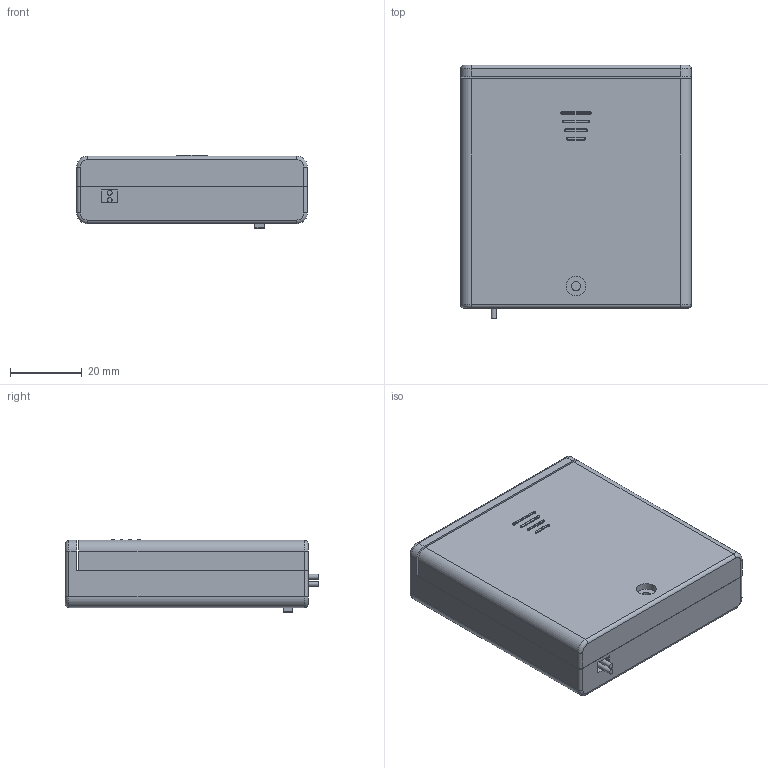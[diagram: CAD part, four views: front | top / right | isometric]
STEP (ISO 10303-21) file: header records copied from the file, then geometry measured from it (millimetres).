
FILE_DESCRIPTION(/* description */ (''),/* implementation_level */ '2;1');
FILE_NAME(/* name */ 'Enclosed_4_AA_batteryHoder.step',/* time_stamp */ '2024-06-09T20:57:32+09:00',/* author */ (''),/* organization */ (''),/* preprocessor_version */ 'ST-DEVELOPER v20',/* originating_system */ 'Autodesk Translation Framework v13.14.0.145',/* authorisation */ '');
FILE_SCHEMA (('AUTOMOTIVE_DESIGN { 1 0 10303 214 3 1 1 }'));
Length unit declared in the file: millimetre
Products named in the file (1): Battery_holder(4xAA)_SimpliedVer.
Bounding box: 64.5 x 70.8 x 20.45 mm (x, y, z)
Volume: 81127.9 mm3; surface area: 14954.8 mm2
Topology: 1 solids, 1 shells, 104 faces, 234 edges, 144 vertices
Faces by surface type: plane 48, cylinder 40, torus 16
Full cylindrical faces by diameter (mm): 1.4 x2, 2.5 x1, 5.5 x1
Entity records: 2931 total; most frequent: DIRECTION 536, CARTESIAN_POINT 483, ORIENTED_EDGE 468, EDGE_CURVE 234, AXIS2_PLACEMENT_3D 197, VERTEX_POINT 144, LINE 142, VECTOR 142
